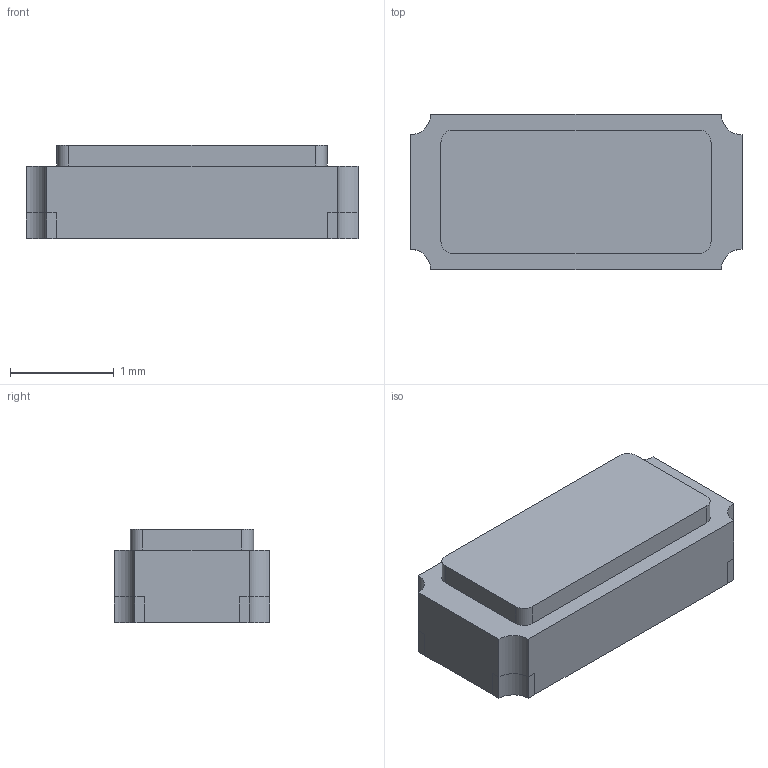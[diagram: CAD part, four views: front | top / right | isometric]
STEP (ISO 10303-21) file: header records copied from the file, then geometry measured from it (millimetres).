
FILE_DESCRIPTION(('FreeCAD Model'),'2;1');
FILE_NAME('Open CASCADE Shape Model','2022-06-28T11:30:29',( 'kicad StepUp'),('ksu MCAD'),'Open CASCADE STEP processor 7.6', 'FreeCAD','Unknown');
FILE_SCHEMA(('AUTOMOTIVE_DESIGN { 1 0 10303 214 1 1 1 1 }'));
Length unit declared in the file: millimetre
Products named in the file (1): HCI_FC31M2
Bounding box: 3.2 x 1.5 x 0.9 mm (x, y, z)
Volume: 3.9 mm3; surface area: 17.2 mm2
Topology: 1 solids, 1 shells, 35 faces, 101 edges, 69 vertices
Faces by surface type: plane 23, cylinder 12
Entity records: 1425 total; most frequent: CARTESIAN_POINT 206, ORIENTED_EDGE 202, DIRECTION 193, EDGE_CURVE 101, LINE 81, VECTOR 81, VERTEX_POINT 69, AXIS2_PLACEMENT_3D 56
